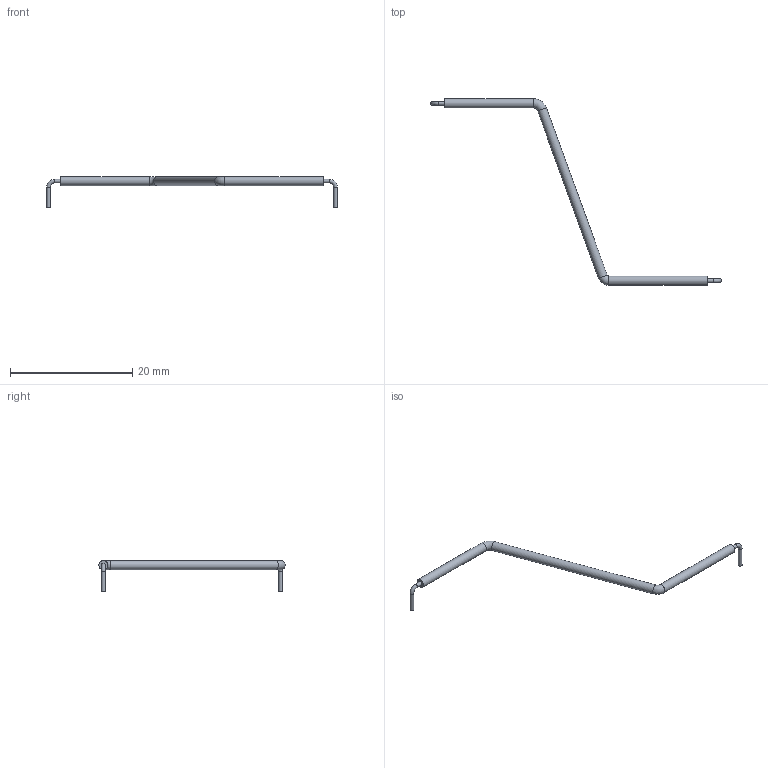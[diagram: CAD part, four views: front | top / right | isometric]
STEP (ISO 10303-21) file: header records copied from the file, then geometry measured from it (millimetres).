
FILE_DESCRIPTION(('FreeCAD Model'),'2;1');
FILE_NAME('Open CASCADE Shape Model','2023-02-15T08:26:25',('BT'),(''), 'Open CASCADE STEP processor 7.6','FreeCAD','Unknown');
FILE_SCHEMA(('AUTOMOTIVE_DESIGN_CC2 { 1 2 10303 214 -1 1 5 4 }'));
Length unit declared in the file: millimetre
Products named in the file (1): AdditivePipe004
Bounding box: 47.57 x 30.5 x 5.05 mm (x, y, z)
Volume: 114.3 mm3; surface area: 321.7 mm2
Topology: 1 solids, 1 shells, 15 faces, 25 edges, 14 vertices
Faces by surface type: cylinder 7, plane 4, torus 4
Full cylindrical faces by diameter (mm): 0.6 x4, 1.5 x3
Entity records: 471 total; most frequent: DIRECTION 75, CARTESIAN_POINT 55, ORIENTED_EDGE 50, AXIS2_PLACEMENT_3D 34, EDGE_CURVE 25, CIRCLE 18, FACE_BOUND 17, EDGE_LOOP 17
